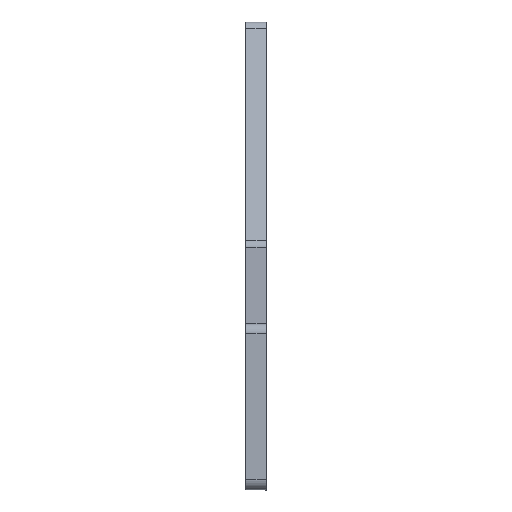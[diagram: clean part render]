
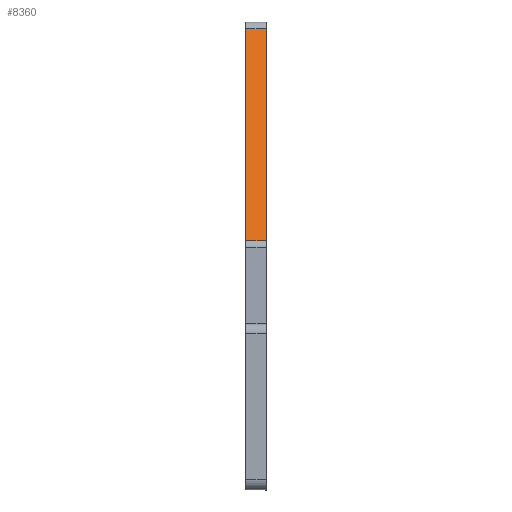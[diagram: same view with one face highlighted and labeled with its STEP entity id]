
A CAD part, front view. The second image highlights one B-rep face of the part: STEP entity #8360.
In plain terms, the highlighted face is planar.
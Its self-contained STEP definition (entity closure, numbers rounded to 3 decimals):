
#472=FACE_OUTER_BOUND('',#993,.T.);
#993=EDGE_LOOP('',(#6447,#6448,#6449,#6450));
#1382=LINE('',#11370,#2414);
#2026=LINE('',#13549,#3058);
#2039=LINE('',#13599,#3071);
#2040=LINE('',#13601,#3072);
#2414=VECTOR('',#9307,10.);
#3058=VECTOR('',#10251,10.);
#3071=VECTOR('',#10298,10.);
#3072=VECTOR('',#10301,10.);
#3450=VERTEX_POINT('',#11367);
#3451=VERTEX_POINT('',#11369);
#4216=VERTEX_POINT('',#13545);
#4218=VERTEX_POINT('',#13548);
#4269=EDGE_CURVE('',#3450,#3451,#1382,.T.);
#5081=EDGE_CURVE('',#4218,#4216,#2026,.T.);
#5107=EDGE_CURVE('',#4218,#3450,#2039,.T.);
#5108=EDGE_CURVE('',#3451,#4216,#2040,.T.);
#6447=ORIENTED_EDGE('',*,*,#5108,.F.);
#6448=ORIENTED_EDGE('',*,*,#4269,.F.);
#6449=ORIENTED_EDGE('',*,*,#5107,.F.);
#6450=ORIENTED_EDGE('',*,*,#5081,.T.);
#7983=PLANE('',#8925);
#8360=ADVANCED_FACE('',(#472),#7983,.T.);
#8925=AXIS2_PLACEMENT_3D('',#13600,#10299,#10300);
#9307=DIRECTION('',(-0.94,0.34,0.));
#10251=DIRECTION('',(-0.94,0.34,0.));
#10298=DIRECTION('',(0.,0.,1.));
#10299=DIRECTION('center_axis',(0.34,0.94,0.));
#10300=DIRECTION('ref_axis',(0.94,-0.34,0.));
#10301=DIRECTION('',(0.,0.,-1.));
#11367=CARTESIAN_POINT('',(89.678,-68.475,4.));
#11369=CARTESIAN_POINT('',(48.653,-53.636,4.));
#11370=CARTESIAN_POINT('',(47.964,-53.387,4.));
#13545=CARTESIAN_POINT('',(48.653,-53.636,0.));
#13548=CARTESIAN_POINT('',(89.678,-68.475,0.));
#13549=CARTESIAN_POINT('',(48.418,-53.551,0.));
#13599=CARTESIAN_POINT('',(89.678,-68.475,4.));
#13600=CARTESIAN_POINT('Origin',(47.743,-53.307,4.));
#13601=CARTESIAN_POINT('',(48.653,-53.636,4.));
